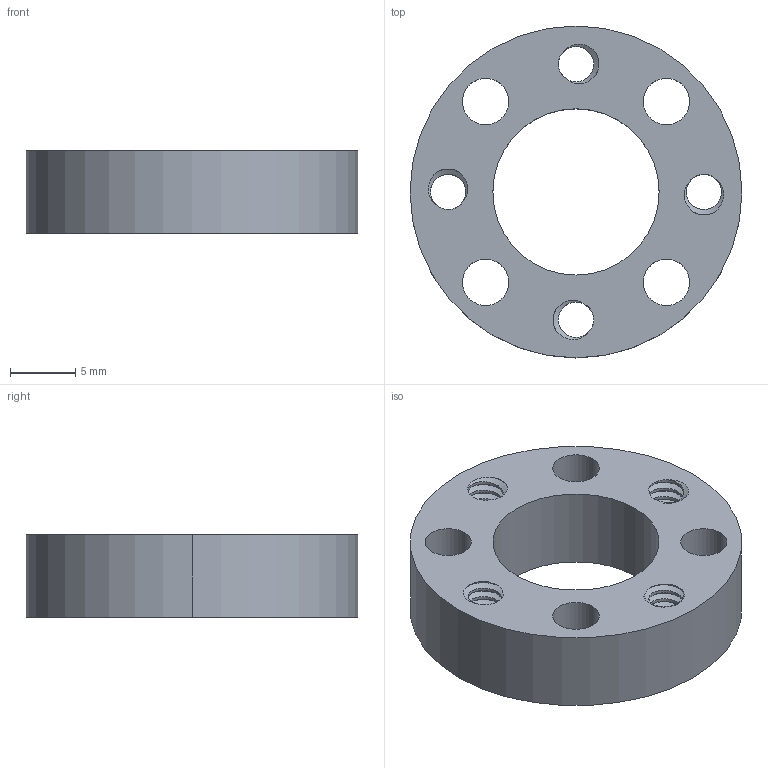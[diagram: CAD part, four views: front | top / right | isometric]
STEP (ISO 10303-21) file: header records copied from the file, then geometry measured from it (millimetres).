
FILE_DESCRIPTION (( 'STEP AP203' ), '1' );
FILE_NAME ('545376.STEP', '2016-08-17T13:53:48', ( '' ), ( '' ), 'SwSTEP 2.0', 'SolidWorks 2014', '' );
FILE_SCHEMA (( 'CONFIG_CONTROL_DESIGN' ));
Length unit declared in the file: inch
Products named in the file (1): 545376
Bounding box: 25.39 x 25.39 x 6.35 mm (x, y, z)
Volume: 1969.8 mm3; surface area: 2051.9 mm2
Topology: 1 solids, 1 shells, 160 faces, 474 edges, 316 vertices
Faces by surface type: cylinder 150, bspline 8, plane 2
Entity records: 10461 total; most frequent: CARTESIAN_POINT 6895, ORIENTED_EDGE 948, DIRECTION 536, EDGE_CURVE 474, VERTEX_POINT 316, AXIS2_PLACEMENT_3D 197, EDGE_LOOP 178, FACE_OUTER_BOUND 160
